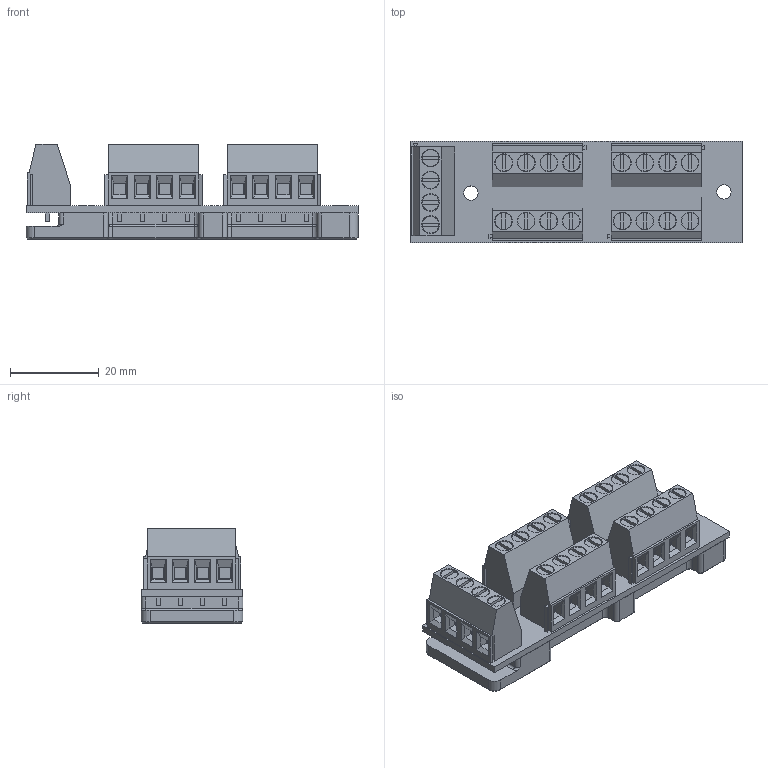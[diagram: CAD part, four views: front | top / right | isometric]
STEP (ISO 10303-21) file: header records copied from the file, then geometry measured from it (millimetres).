
FILE_DESCRIPTION(/* description */ (''),/* implementation_level */ '2;1');
FILE_NAME(/* name */ 'can_expansion_hub_2020_mount.step',/* time_stamp */ '2023-07-01T01:25:28+12:00',/* author */ (''),/* organization */ (''),/* preprocessor_version */ 'ST-DEVELOPER v19.2',/* originating_system */ 'Autodesk Translation Framework v12.6.0.85',/* authorisation */ '');
FILE_SCHEMA (('AUTOMOTIVE_DESIGN { 1 0 10303 214 3 1 1 }'));
Length unit declared in the file: millimetre
Products named in the file (8): can_expansion_hub_2020_mount; can_expansion_hub; TerminalBlock_Phoenix_MKDS-1,5-4-5.08_1x04_P5.08mm_Horizontal; SOLID; TerminalBlock_Phoenix_MKDS-1,5-4_1x04_P5.00mm_Horizontal; SOLID (1); PCB; 2020_extrusion_mount
Assembly tree (10 placements, depth 4):
  can_expansion_hub_2020_mount
    can_expansion_hub
      TerminalBlock_Phoenix_MKDS-1,5-4-5.08_1x04_P5.08mm_Horizontal  x4
        SOLID
      TerminalBlock_Phoenix_MKDS-1,5-4_1x04_P5.00mm_Horizontal
        SOLID (1)
      PCB
    2020_extrusion_mount
Bounding box: 74.68 x 22.86 x 21.43 mm (x, y, z)
Volume: 19368.2 mm3; surface area: 20394.9 mm2
Topology: 7 solids, 7 shells, 978 faces, 2456 edges, 1534 vertices
Faces by surface type: plane 825, cylinder 113, cone 30, bspline 8, torus 2
Full cylindrical faces by diameter (mm): 1.52 x20, 3.2 x2, 3.4 x4, 3.8 x20, 4 x20, 4.7 x2, 6.2 x2
Entity records: 15389 total; most frequent: CARTESIAN_POINT 2672, DIRECTION 2577, ORIENTED_EDGE 2482, EDGE_CURVE 1241, LINE 895, VECTOR 895, AXIS2_PLACEMENT_3D 841, VERTEX_POINT 772
